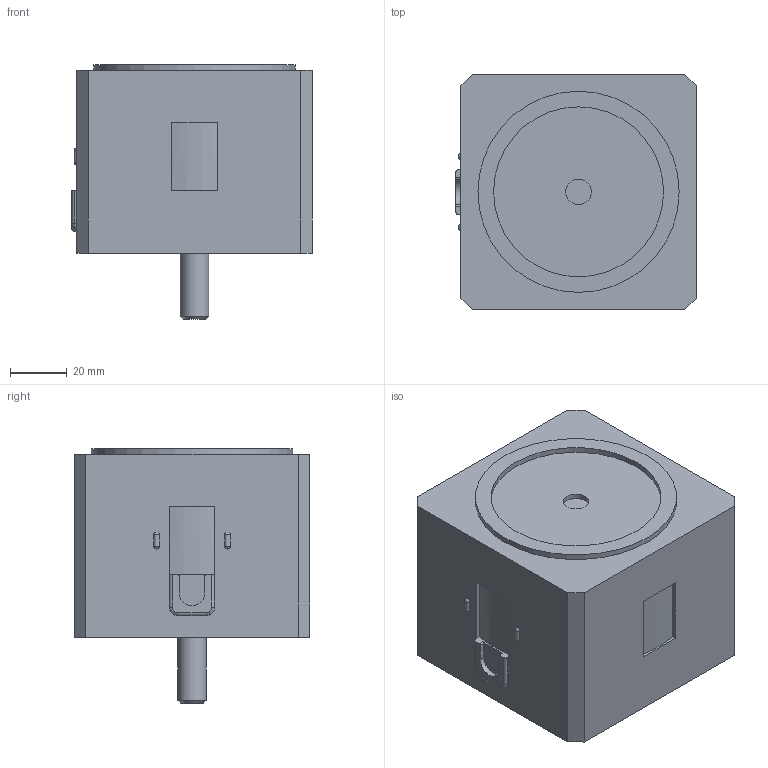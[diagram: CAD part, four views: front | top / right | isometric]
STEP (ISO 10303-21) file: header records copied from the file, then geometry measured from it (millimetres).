
FILE_DESCRIPTION((''),'2;1');
FILE_NAME('82424_ALDC(사각).stp','2014-05-19T10:57:54',('ampex83'),(''),'Autodesk Inventor 2011','Autodesk Inventor 2011','');
FILE_SCHEMA(('AUTOMOTIVE_DESIGN { 1 0 10303 214 1 1 1 1 }'));
Length unit declared in the file: millimetre
Products named in the file (1): 82424_ALDC(사각)
Bounding box: 84.8 x 83 x 89.85 mm (x, y, z)
Volume: 262744.1 mm3; surface area: 74055.6 mm2
Topology: 1 solids, 5 shells, 292 faces, 717 edges, 450 vertices
Faces by surface type: plane 171, cylinder 54, bspline 40, torus 10, cone 9, sphere 8
Full cylindrical faces by diameter (mm): 3.3 x8, 5.5 x4, 9 x1, 9.5 x4, 10 x3, 11 x1, 26 x2, 60 x1, 71 x1
Entity records: 13190 total; most frequent: CARTESIAN_POINT 6406, ORIENTED_EDGE 1292, DIRECTION 1263, EDGE_CURVE 646, AXIS2_PLACEMENT_3D 440, VERTEX_POINT 427, VECTOR 383, LINE 383
